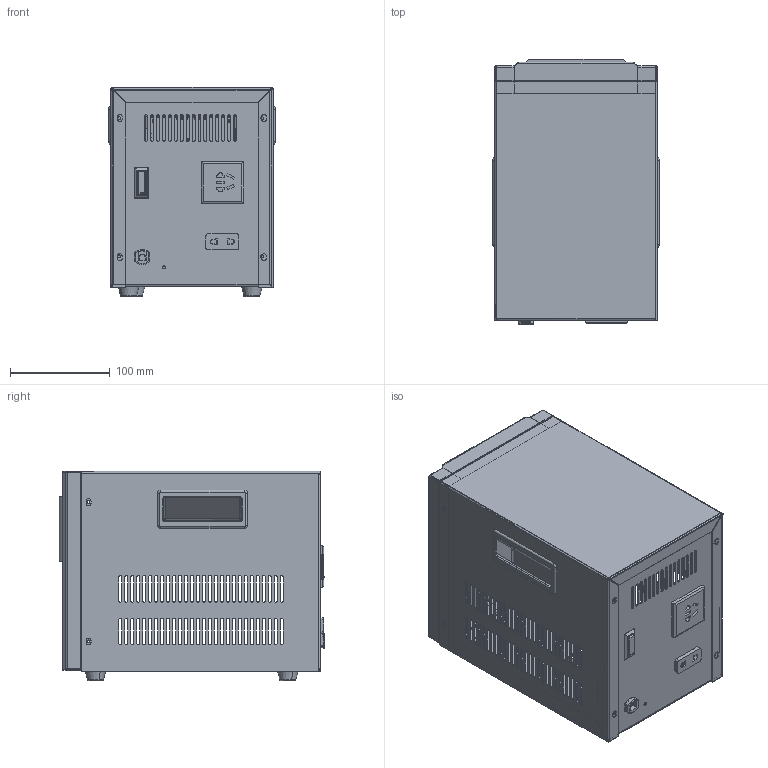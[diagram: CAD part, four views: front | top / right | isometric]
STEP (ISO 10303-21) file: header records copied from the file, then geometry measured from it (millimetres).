
FILE_DESCRIPTION (( 'STEP AP214' ), '1' );
FILE_NAME ('TND3-1~1.5KVA三维图-202508.STEP', '2025-08-19T06:16:09', ( 'China' ), ( 'Home' ), 'SwSTEP 2.0', 'SolidWorks 2020', '' );
FILE_SCHEMA (( 'AUTOMOTIVE_DESIGN' ));
Length unit declared in the file: millimetre
Products named in the file (14): TND2-1~1.5K菁釱; 6245噩; TND3-1~1.5KVA三维图-202508; TND2-1~1.5K裔赽; 弊梓拻脣; 6245珘儒啣; 萇埭縐諶1k; 5K枑忒; TND3-1~1.5K醱啣; 謗脣; 摒倰徹霜羲壽; TND-0.5K砎々褐(10.33mm); そ遺; TND3珘儒そ軞蚾
Assembly tree (17 placements, depth 3):
  TND3-1~1.5KVA三维图-202508
    TND2-1~1.5K菁釱
    TND2-1~1.5K裔赽
    TND3-1~1.5K醱啣
    TND-0.5K砎々褐(10.33mm)  x4
    5K枑忒  x2
    摒倰徹霜羲壽
    弊梓拻脣
    謗脣
    TND3珘儒そ軞蚾
      そ遺
      6245噩
      6245珘儒啣
    萇埭縐諶1k
Bounding box: 167 x 266.53 x 210.4 mm (x, y, z)
Volume: 356189.3 mm3; surface area: 617139.6 mm2
Topology: 19 solids, 19 shells, 3306 faces, 8704 edges, 5660 vertices
Faces by surface type: plane 2001, cylinder 836, bspline 368, torus 58, cone 43
Entity records: 126930 total; most frequent: CARTESIAN_POINT 31748, ORIENTED_EDGE 16896, DIRECTION 15081, EDGE_CURVE 8448, LINE 6029, VECTOR 6029, VERTEX_POINT 5511, AXIS2_PLACEMENT_3D 4526
